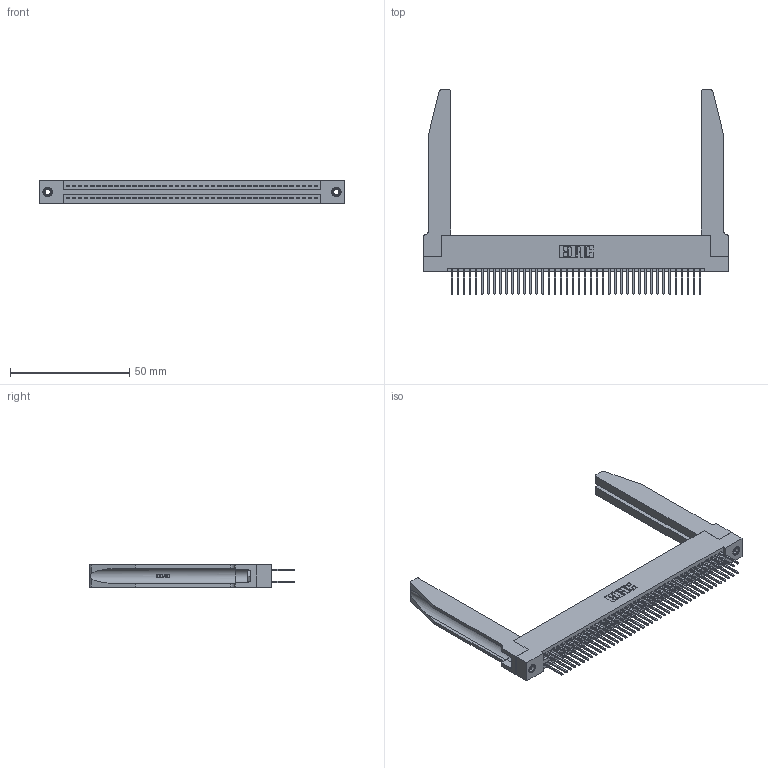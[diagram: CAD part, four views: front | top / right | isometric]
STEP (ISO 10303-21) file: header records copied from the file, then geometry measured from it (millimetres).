
FILE_DESCRIPTION (( 'STEP AP203' ), '1' );
FILE_NAME ('345-084-523-278.STEP', '2019-11-01T03:41:47', ( '' ), ( '' ), 'SwSTEP 2.0', 'SolidWorks 2016', '' );
FILE_SCHEMA (( 'CONFIG_CONTROL_DESIGN' ));
Length unit declared in the file: inch
Products named in the file (5): 345-292-001_345-293-123; 345 Part_Flush Mounting Lugs - 0.156 Dia-TH; 345-084-523-278; 345-250-001_345-250-001-102; 345-220-078_345-220-078
Assembly tree (89 placements, depth 2):
  345-084-523-278
    345 Part_Flush Mounting Lugs - 0.156 Dia-TH
    345-292-001_345-293-123  x84
    345-250-001_345-250-001-102  x2
    345-220-078_345-220-078  x2
Bounding box: 127.91 x 85.78 x 9.4 mm (x, y, z)
Volume: 20368.4 mm3; surface area: 26232.6 mm2
Topology: 89 solids, 89 shells, 4560 faces, 13465 edges, 8854 vertices
Faces by surface type: plane 2994, cylinder 1514, bspline 36, cone 12, torus 4
Entity records: 37712 total; most frequent: CARTESIAN_POINT 7239, ORIENTED_EDGE 6070, DIRECTION 5377, EDGE_CURVE 3035, LINE 2641, VECTOR 2641, VERTEX_POINT 2016, AXIS2_PLACEMENT_3D 1368
